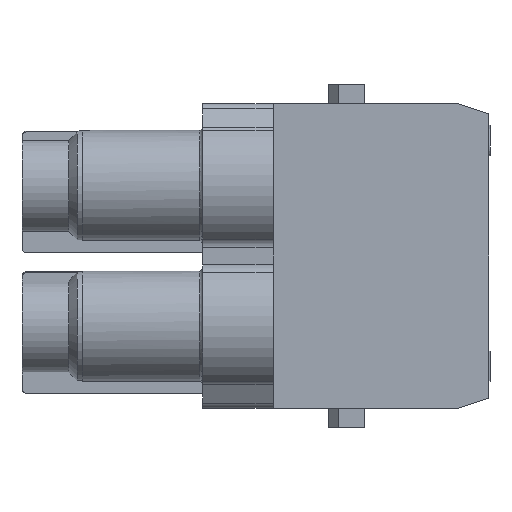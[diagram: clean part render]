
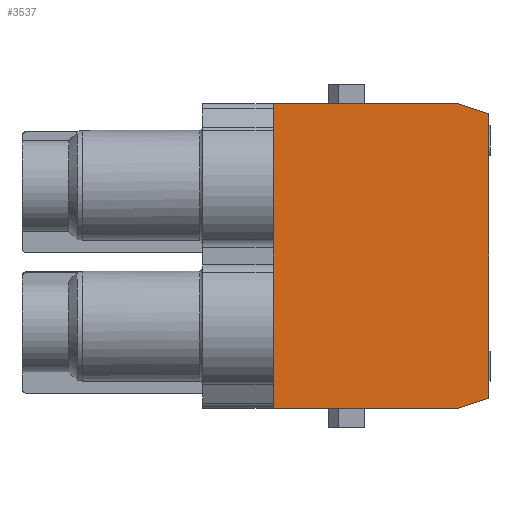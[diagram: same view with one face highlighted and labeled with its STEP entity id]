
A CAD part, left-side view. The second image highlights one B-rep face of the part: STEP entity #3537.
In plain terms, the highlighted planar face has unit normal (-1, 0, 0).
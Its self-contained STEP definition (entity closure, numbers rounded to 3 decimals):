
#483=DIRECTION('',(0.,-1.,0.));
#484=VECTOR('',#483,18.5);
#485=CARTESIAN_POINT('',(-7.3,-25.,15.142));
#486=LINE('',#485,#484);
#487=DIRECTION('',(0.,-0.949,-0.316));
#488=VECTOR('',#487,3.162);
#489=CARTESIAN_POINT('',(-7.3,-43.5,15.142));
#490=LINE('',#489,#488);
#491=DIRECTION('',(0.,0.,-1.));
#492=VECTOR('',#491,28.3);
#493=CARTESIAN_POINT('',(-7.3,-46.5,14.142));
#494=LINE('',#493,#492);
#495=DIRECTION('',(0.,0.949,-0.316));
#496=VECTOR('',#495,3.162);
#497=CARTESIAN_POINT('',(-7.3,-46.5,-14.158));
#498=LINE('',#497,#496);
#499=DIRECTION('',(0.,1.,0.));
#500=VECTOR('',#499,18.5);
#501=CARTESIAN_POINT('',(-7.3,-43.5,-15.158));
#502=LINE('',#501,#500);
#995=DIRECTION('',(0.,0.,-1.));
#996=VECTOR('',#995,30.3);
#997=CARTESIAN_POINT('',(-7.3,-25.,15.142));
#998=LINE('',#997,#996);
#2626=CARTESIAN_POINT('',(-7.3,-43.5,15.142));
#2627=VERTEX_POINT('',#2626);
#2628=CARTESIAN_POINT('',(-7.3,-25.,15.142));
#2629=VERTEX_POINT('',#2628);
#2654=CARTESIAN_POINT('',(-7.3,-43.5,-15.158));
#2655=CARTESIAN_POINT('',(-7.3,-25.,-15.158));
#2656=VERTEX_POINT('',#2654);
#2657=VERTEX_POINT('',#2655);
#2674=CARTESIAN_POINT('',(-7.3,-46.5,14.142));
#2675=VERTEX_POINT('',#2674);
#2676=CARTESIAN_POINT('',(-7.3,-46.5,-14.158));
#2677=VERTEX_POINT('',#2676);
#3520=CARTESIAN_POINT('',(-7.3,0.,-15.158));
#3521=DIRECTION('',(-1.,0.,0.));
#3522=DIRECTION('',(0.,0.,1.));
#3523=AXIS2_PLACEMENT_3D('',#3520,#3521,#3522);
#3524=PLANE('',#3523);
#3525=ORIENTED_EDGE('',*,*,#3437,.T.);
#3527=ORIENTED_EDGE('',*,*,#3526,.T.);
#3529=ORIENTED_EDGE('',*,*,#3528,.T.);
#3531=ORIENTED_EDGE('',*,*,#3530,.T.);
#3532=ORIENTED_EDGE('',*,*,#3489,.T.);
#3534=ORIENTED_EDGE('',*,*,#3533,.F.);
#3535=EDGE_LOOP('',(#3525,#3527,#3529,#3531,#3532,#3534));
#3536=FACE_OUTER_BOUND('',#3535,.F.);
#3537=ADVANCED_FACE('',(#3536),#3524,.T.);
#3437=EDGE_CURVE('',#2629,#2627,#486,.T.);
#3489=EDGE_CURVE('',#2656,#2657,#502,.T.);
#3526=EDGE_CURVE('',#2627,#2675,#490,.T.);
#3528=EDGE_CURVE('',#2675,#2677,#494,.T.);
#3530=EDGE_CURVE('',#2677,#2656,#498,.T.);
#3533=EDGE_CURVE('',#2629,#2657,#998,.T.);
